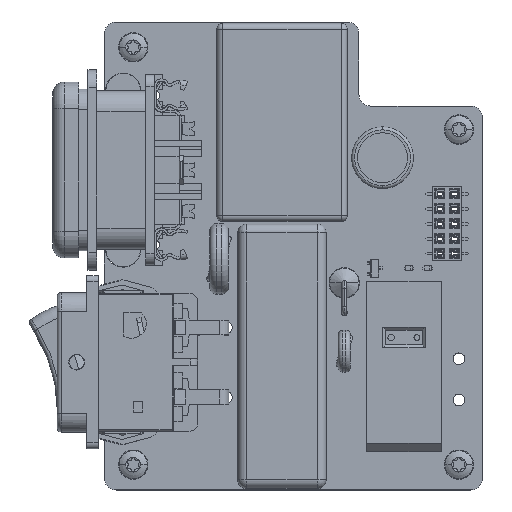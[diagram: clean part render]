
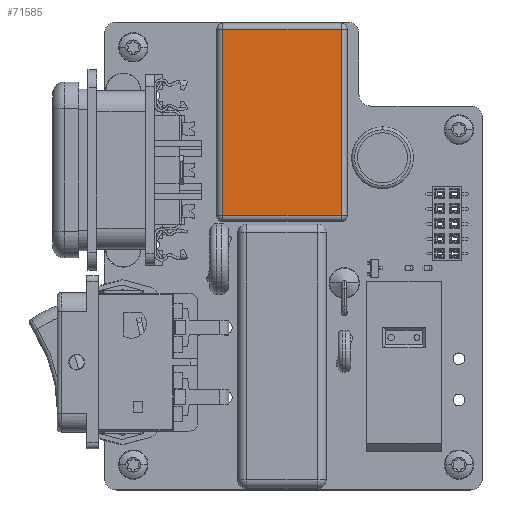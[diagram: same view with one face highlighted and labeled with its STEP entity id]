
A CAD part, top view. The second image highlights one B-rep face of the part: STEP entity #71585.
In plain terms, the highlighted planar face has unit normal (0, 0, 1).
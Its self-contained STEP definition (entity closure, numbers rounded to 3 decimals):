
#71200 = VERTEX_POINT('',#71201);
#71201 = CARTESIAN_POINT('',(15.85,-10.1,15.));
#71267 = VERTEX_POINT('',#71268);
#71268 = CARTESIAN_POINT('',(15.85,10.1,15.));
#71334 = VERTEX_POINT('',#71335);
#71335 = CARTESIAN_POINT('',(-15.85,-10.1,15.));
#71401 = EDGE_CURVE('',#71200,#71334,#71402,.T.);
#71402 = LINE('',#71403,#71404);
#71403 = CARTESIAN_POINT('',(-8.425,-10.1,15.));
#71404 = VECTOR('',#71405,1.);
#71405 = DIRECTION('',(-1.,0.,0.));
#71423 = VERTEX_POINT('',#71424);
#71424 = CARTESIAN_POINT('',(-15.85,10.1,15.));
#71490 = EDGE_CURVE('',#71334,#71423,#71491,.T.);
#71491 = LINE('',#71492,#71493);
#71492 = CARTESIAN_POINT('',(-15.85,5.55,15.));
#71493 = VECTOR('',#71494,1.);
#71494 = DIRECTION('',(0.,1.,0.));
#71512 = EDGE_CURVE('',#71423,#71267,#71513,.T.);
#71513 = LINE('',#71514,#71515);
#71514 = CARTESIAN_POINT('',(8.425,10.1,15.));
#71515 = VECTOR('',#71516,1.);
#71516 = DIRECTION('',(1.,0.,0.));
#71534 = EDGE_CURVE('',#71267,#71200,#71535,.T.);
#71535 = LINE('',#71536,#71537);
#71536 = CARTESIAN_POINT('',(15.85,-5.55,15.));
#71537 = VECTOR('',#71538,1.);
#71538 = DIRECTION('',(0.,-1.,0.));
#71585 = ADVANCED_FACE('',(#71586),#71592,.T.);
#71586 = FACE_BOUND('',#71587,.T.);
#71587 = EDGE_LOOP('',(#71588,#71589,#71590,#71591));
#71588 = ORIENTED_EDGE('',*,*,#71401,.F.);
#71589 = ORIENTED_EDGE('',*,*,#71534,.F.);
#71590 = ORIENTED_EDGE('',*,*,#71512,.F.);
#71591 = ORIENTED_EDGE('',*,*,#71490,.F.);
#71592 = PLANE('',#71593);
#71593 = AXIS2_PLACEMENT_3D('',#71594,#71595,#71596);
#71594 = CARTESIAN_POINT('',(0.,0.,15.));
#71595 = DIRECTION('',(0.,0.,1.));
#71596 = DIRECTION('',(1.,0.,-0.));
